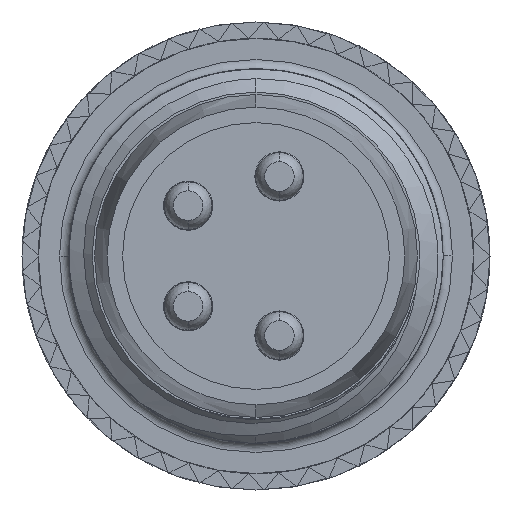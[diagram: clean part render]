
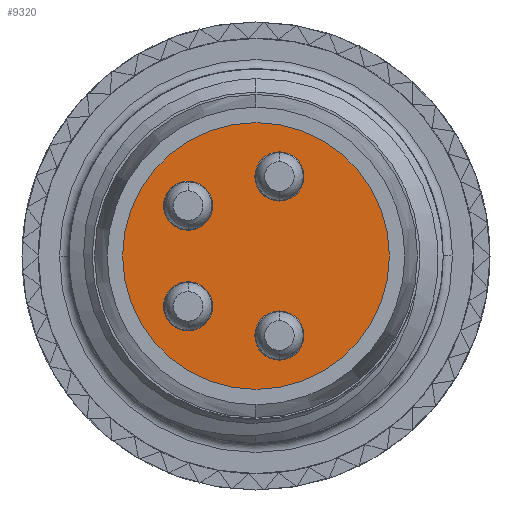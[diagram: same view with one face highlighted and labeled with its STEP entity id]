
A CAD part, left-side view. The second image highlights one B-rep face of the part: STEP entity #9320.
In plain terms, the highlighted planar face has unit normal (-1, 0, 0).
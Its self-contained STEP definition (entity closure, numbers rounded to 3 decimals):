
#58=CARTESIAN_POINT('',(0.,0.,0.));
#59=DIRECTION('',(-1.,0.,0.));
#60=DIRECTION('',(0.,0.,1.));
#61=AXIS2_PLACEMENT_3D('',#58,#59,#60);
#63=CARTESIAN_POINT('',(0.,0.,0.));
#64=DIRECTION('',(1.,0.,0.));
#65=DIRECTION('',(0.,0.,1.));
#66=AXIS2_PLACEMENT_3D('',#63,#64,#65);
#68=CARTESIAN_POINT('',(0.,-0.5,1.7));
#69=DIRECTION('',(1.,0.,0.));
#70=DIRECTION('',(0.,-1.,0.));
#71=AXIS2_PLACEMENT_3D('',#68,#69,#70);
#73=CARTESIAN_POINT('',(0.,-0.5,1.7));
#74=DIRECTION('',(1.,0.,0.));
#75=DIRECTION('',(0.,1.,0.));
#76=AXIS2_PLACEMENT_3D('',#73,#74,#75);
#78=CARTESIAN_POINT('',(0.,1.45,1.075));
#79=DIRECTION('',(1.,0.,0.));
#80=DIRECTION('',(0.,-1.,0.));
#81=AXIS2_PLACEMENT_3D('',#78,#79,#80);
#83=CARTESIAN_POINT('',(0.,1.45,1.075));
#84=DIRECTION('',(1.,0.,0.));
#85=DIRECTION('',(0.,1.,0.));
#86=AXIS2_PLACEMENT_3D('',#83,#84,#85);
#88=CARTESIAN_POINT('',(0.,-0.5,-1.7));
#89=DIRECTION('',(1.,0.,0.));
#90=DIRECTION('',(0.,-1.,0.));
#91=AXIS2_PLACEMENT_3D('',#88,#89,#90);
#93=CARTESIAN_POINT('',(0.,-0.5,-1.7));
#94=DIRECTION('',(1.,0.,0.));
#95=DIRECTION('',(0.,1.,0.));
#96=AXIS2_PLACEMENT_3D('',#93,#94,#95);
#98=CARTESIAN_POINT('',(0.,1.45,-1.075));
#99=DIRECTION('',(1.,0.,0.));
#100=DIRECTION('',(0.,-1.,0.));
#101=AXIS2_PLACEMENT_3D('',#98,#99,#100);
#103=CARTESIAN_POINT('',(0.,1.45,-1.075));
#104=DIRECTION('',(1.,0.,0.));
#105=DIRECTION('',(0.,1.,0.));
#106=AXIS2_PLACEMENT_3D('',#103,#104,#105);
#7959=CARTESIAN_POINT('',(0.,0.,2.85));
#7961=VERTEX_POINT('',#7959);
#7967=CARTESIAN_POINT('',(0.,0.,-2.85));
#7969=VERTEX_POINT('',#7967);
#7974=CARTESIAN_POINT('',(0.,-1.025,1.7));
#7975=CARTESIAN_POINT('',(0.,0.025,1.7));
#7976=VERTEX_POINT('',#7974);
#7977=VERTEX_POINT('',#7975);
#7978=CARTESIAN_POINT('',(0.,0.925,1.075));
#7979=CARTESIAN_POINT('',(0.,1.975,1.075));
#7980=VERTEX_POINT('',#7978);
#7981=VERTEX_POINT('',#7979);
#7986=CARTESIAN_POINT('',(0.,-1.025,-1.7));
#7987=CARTESIAN_POINT('',(0.,0.025,-1.7));
#7988=VERTEX_POINT('',#7986);
#7989=VERTEX_POINT('',#7987);
#8072=CARTESIAN_POINT('',(0.,0.925,-1.075));
#8073=CARTESIAN_POINT('',(0.,1.975,-1.075));
#8074=VERTEX_POINT('',#8072);
#8075=VERTEX_POINT('',#8073);
#9287=CARTESIAN_POINT('',(0.,0.,0.));
#9288=DIRECTION('',(1.,0.,0.));
#9289=DIRECTION('',(0.,0.,-1.));
#9290=AXIS2_PLACEMENT_3D('',#9287,#9288,#9289);
#9291=PLANE('',#9290);
#9292=ORIENTED_EDGE('',*,*,#9267,.F.);
#9293=ORIENTED_EDGE('',*,*,#9244,.T.);
#9294=EDGE_LOOP('',(#9292,#9293));
#9295=FACE_OUTER_BOUND('',#9294,.F.);
#9297=ORIENTED_EDGE('',*,*,#9296,.F.);
#9299=ORIENTED_EDGE('',*,*,#9298,.F.);
#9300=EDGE_LOOP('',(#9297,#9299));
#9301=FACE_BOUND('',#9300,.F.);
#9303=ORIENTED_EDGE('',*,*,#9302,.F.);
#9305=ORIENTED_EDGE('',*,*,#9304,.F.);
#9306=EDGE_LOOP('',(#9303,#9305));
#9307=FACE_BOUND('',#9306,.F.);
#9309=ORIENTED_EDGE('',*,*,#9308,.F.);
#9311=ORIENTED_EDGE('',*,*,#9310,.F.);
#9312=EDGE_LOOP('',(#9309,#9311));
#9313=FACE_BOUND('',#9312,.F.);
#9315=ORIENTED_EDGE('',*,*,#9314,.F.);
#9317=ORIENTED_EDGE('',*,*,#9316,.F.);
#9318=EDGE_LOOP('',(#9315,#9317));
#9319=FACE_BOUND('',#9318,.F.);
#9320=ADVANCED_FACE('',(#9295,#9301,#9307,#9313,#9319),#9291,.F.);
#62=CIRCLE('',#61,2.85);
#67=CIRCLE('',#66,2.85);
#72=CIRCLE('',#71,0.525);
#77=CIRCLE('',#76,0.525);
#82=CIRCLE('',#81,0.525);
#87=CIRCLE('',#86,0.525);
#92=CIRCLE('',#91,0.525);
#97=CIRCLE('',#96,0.525);
#102=CIRCLE('',#101,0.525);
#107=CIRCLE('',#106,0.525);
#9244=EDGE_CURVE('',#7961,#7969,#67,.T.);
#9267=EDGE_CURVE('',#7961,#7969,#62,.T.);
#9296=EDGE_CURVE('',#7976,#7977,#72,.T.);
#9298=EDGE_CURVE('',#7977,#7976,#77,.T.);
#9302=EDGE_CURVE('',#7980,#7981,#82,.T.);
#9304=EDGE_CURVE('',#7981,#7980,#87,.T.);
#9308=EDGE_CURVE('',#7988,#7989,#92,.T.);
#9310=EDGE_CURVE('',#7989,#7988,#97,.T.);
#9314=EDGE_CURVE('',#8074,#8075,#102,.T.);
#9316=EDGE_CURVE('',#8075,#8074,#107,.T.);
